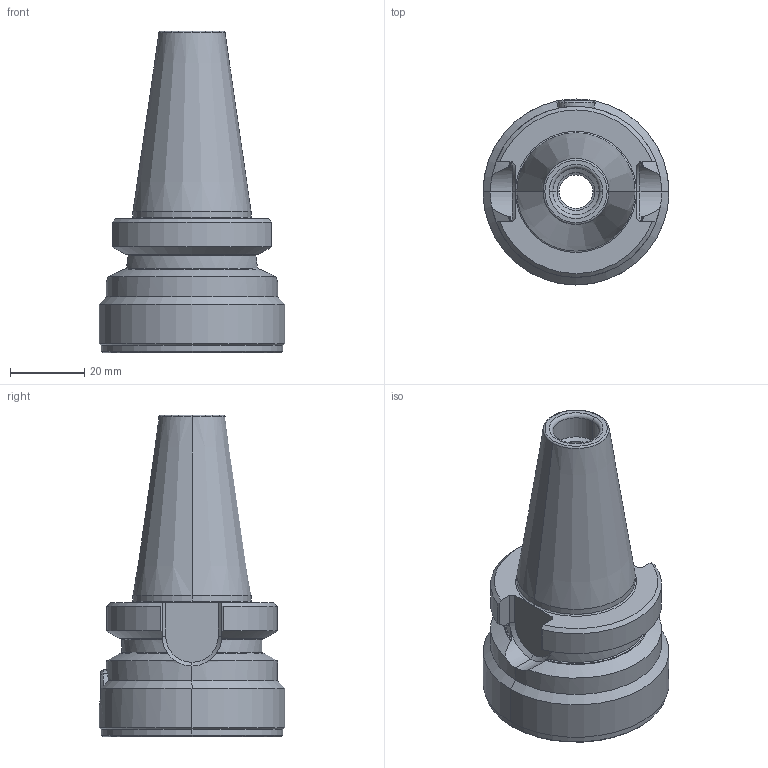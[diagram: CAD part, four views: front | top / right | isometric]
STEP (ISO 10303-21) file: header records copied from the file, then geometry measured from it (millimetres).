
FILE_DESCRIPTION(('no description'),'unknown implementation level');
FILE_NAME('FA481508-5C60-4B0B-980B-C6A528BBC87B_export.stp',' ',('CIMSOURCE GmbH'),('CADClick - KiM GmbH - www.kimweb.de'),'unknown preprocess','ACIS','unknown authorization');
FILE_SCHEMA(('automotive_design'));
Length unit declared in the file: millimetre
Products named in the file (2): 329.866 Kaiser SK30 BT X CK5 X 68|690.435 Kaiser ETL M10 X 14 CK5_Standard;NONE; 329.866 Kaiser SK30 BT X CK5 X 68|329.866 Kaiser SK30 BT X CK5 X 68_Standard;NONE
Bounding box: 50 x 50 x 86.4 mm (x, y, z)
Volume: 53816.2 mm3; surface area: 18799.5 mm2
Topology: 2 solids, 2 shells, 158 faces, 382 edges, 228 vertices
Faces by surface type: plane 51, cone 49, cylinder 48, torus 10
Entity records: 9178 total; most frequent: CARTESIAN_POINT 1191, DIRECTION 782, STYLED_ITEM 766, PRESENTATION_STYLE_ASSIGNMENT 766, COLOUR_RGB 766, ORIENTED_EDGE 756, EDGE_CURVE 378, CURVE_STYLE 378
